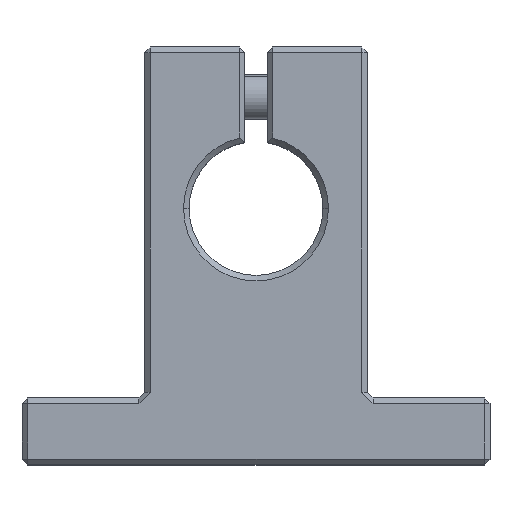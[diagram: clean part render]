
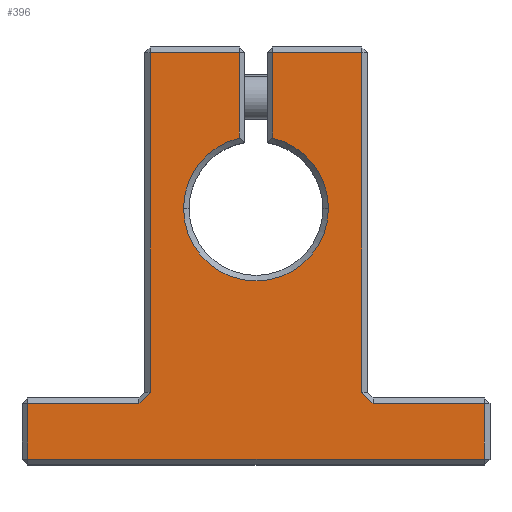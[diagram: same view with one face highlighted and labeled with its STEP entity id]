
A CAD part, top view. The second image highlights one B-rep face of the part: STEP entity #396.
In plain terms, the highlighted planar face has unit normal (0, 0, 1).
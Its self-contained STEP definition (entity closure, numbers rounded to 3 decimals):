
#2 = DIRECTION ( 'NONE',  ( -1., 0., 0. ) ) ;
#19 = CARTESIAN_POINT ( 'NONE',  ( -10., 14., 7. ) ) ;
#39 = DIRECTION ( 'NONE',  ( -1., 0., 0. ) ) ;
#62 = VECTOR ( 'NONE', #2051, 1000. ) ;
#89 = VERTEX_POINT ( 'NONE', #2281 ) ;
#94 = EDGE_CURVE ( 'NONE', #1744, #1107, #2253, .T. ) ;
#138 = VERTEX_POINT ( 'NONE', #332 ) ;
#167 = CARTESIAN_POINT ( 'NONE',  ( -1.5, 14., 7. ) ) ;
#170 = ORIENTED_EDGE ( 'NONE', *, *, #1743, .T. ) ;
#235 = VECTOR ( 'NONE', #2885, 1000. ) ;
#262 = CIRCLE ( 'NONE', #571, 6.5 ) ;
#263 = CARTESIAN_POINT ( 'NONE',  ( 0., 0., 7. ) ) ;
#276 = LINE ( 'NONE', #745, #1635 ) ;
#296 = ORIENTED_EDGE ( 'NONE', *, *, #2049, .T. ) ;
#299 = CARTESIAN_POINT ( 'NONE',  ( -1.5, -48.186, 7. ) ) ;
#332 = CARTESIAN_POINT ( 'NONE',  ( 6.5, 0., 7. ) ) ;
#359 = DIRECTION ( 'NONE',  ( 0., 0., 1. ) ) ;
#396 = ADVANCED_FACE ( 'NONE', ( #1082 ), #1980, .T. ) ;
#409 = AXIS2_PLACEMENT_3D ( 'NONE', #644, #2524, #905 ) ;
#429 = VECTOR ( 'NONE', #1135, 1000. ) ;
#430 = CARTESIAN_POINT ( 'NONE',  ( -20.593, -27.593, 7. ) ) ;
#438 = VERTEX_POINT ( 'NONE', #3373 ) ;
#529 = LINE ( 'NONE', #3317, #429 ) ;
#537 = DIRECTION ( 'NONE',  ( 1., 0., 0. ) ) ;
#571 = AXIS2_PLACEMENT_3D ( 'NONE', #263, #2145, #537 ) ;
#580 = DIRECTION ( 'NONE',  ( 0., 1., 0. ) ) ;
#596 = DIRECTION ( 'NONE',  ( 0.707, -0.707, 0. ) ) ;
#644 = CARTESIAN_POINT ( 'NONE',  ( 0., 0., 7. ) ) ;
#683 = EDGE_CURVE ( 'NONE', #3018, #438, #2293, .T. ) ;
#724 = LINE ( 'NONE', #1347, #1270 ) ;
#745 = CARTESIAN_POINT ( 'NONE',  ( 20.5, -17., 7. ) ) ;
#771 = LINE ( 'NONE', #430, #62 ) ;
#854 = VERTEX_POINT ( 'NONE', #1332 ) ;
#905 = DIRECTION ( 'NONE',  ( 1., 0., 0. ) ) ;
#932 = VERTEX_POINT ( 'NONE', #2718 ) ;
#1001 = ORIENTED_EDGE ( 'NONE', *, *, #1370, .T. ) ;
#1026 = VECTOR ( 'NONE', #580, 1000. ) ;
#1082 = FACE_OUTER_BOUND ( 'NONE', #1566, .T. ) ;
#1107 = VERTEX_POINT ( 'NONE', #1865 ) ;
#1109 = ORIENTED_EDGE ( 'NONE', *, *, #3496, .T. ) ;
#1120 = ORIENTED_EDGE ( 'NONE', *, *, #3246, .F. ) ;
#1135 = DIRECTION ( 'NONE',  ( 0., -1., 0. ) ) ;
#1158 = VECTOR ( 'NONE', #1592, 1000. ) ;
#1163 = VERTEX_POINT ( 'NONE', #3276 ) ;
#1164 = CIRCLE ( 'NONE', #2346, 6.5 ) ;
#1168 = ORIENTED_EDGE ( 'NONE', *, *, #1963, .F. ) ;
#1207 = VERTEX_POINT ( 'NONE', #2747 ) ;
#1208 = CARTESIAN_POINT ( 'NONE',  ( 0., 0., 7. ) ) ;
#1214 = DIRECTION ( 'NONE',  ( 0., 1., 0. ) ) ;
#1249 = EDGE_CURVE ( 'NONE', #3446, #1207, #2685, .T. ) ;
#1270 = VECTOR ( 'NONE', #2, 1000. ) ;
#1298 = EDGE_CURVE ( 'NONE', #1662, #138, #1164, .T. ) ;
#1332 = CARTESIAN_POINT ( 'NONE',  ( 1.5, 14., 7. ) ) ;
#1347 = CARTESIAN_POINT ( 'NONE',  ( 0., -17.5, 7. ) ) ;
#1370 = EDGE_CURVE ( 'NONE', #2409, #932, #1786, .T. ) ;
#1403 = CARTESIAN_POINT ( 'NONE',  ( 20.593, -27.593, 7. ) ) ;
#1441 = CARTESIAN_POINT ( 'NONE',  ( -20.5, -22.5, 7. ) ) ;
#1463 = VECTOR ( 'NONE', #1214, 1000. ) ;
#1488 = DIRECTION ( 'NONE',  ( 1., 0., 0. ) ) ;
#1505 = CARTESIAN_POINT ( 'NONE',  ( 0., -22.5, 7. ) ) ;
#1566 = EDGE_LOOP ( 'NONE', ( #3126, #1168, #1949, #3489, #170, #3145, #1109, #3375, #2626, #2726, #2072, #1120, #2006, #2213, #1001, #296 ) ) ;
#1592 = DIRECTION ( 'NONE',  ( 0., -1., 0. ) ) ;
#1634 = VERTEX_POINT ( 'NONE', #2973 ) ;
#1635 = VECTOR ( 'NONE', #2911, 1000. ) ;
#1662 = VERTEX_POINT ( 'NONE', #2150 ) ;
#1669 = CIRCLE ( 'NONE', #409, 6.5 ) ;
#1688 = DIRECTION ( 'NONE',  ( 0., -1., 0. ) ) ;
#1706 = AXIS2_PLACEMENT_3D ( 'NONE', #2493, #359, #2245 ) ;
#1727 = EDGE_CURVE ( 'NONE', #1107, #854, #1956, .T. ) ;
#1743 = EDGE_CURVE ( 'NONE', #854, #1662, #3244, .T. ) ;
#1744 = VERTEX_POINT ( 'NONE', #2939 ) ;
#1786 = LINE ( 'NONE', #1505, #2991 ) ;
#1856 = EDGE_CURVE ( 'NONE', #3240, #3446, #2814, .T. ) ;
#1865 = CARTESIAN_POINT ( 'NONE',  ( 9.5, 14., 7. ) ) ;
#1876 = VERTEX_POINT ( 'NONE', #2184 ) ;
#1949 = ORIENTED_EDGE ( 'NONE', *, *, #94, .T. ) ;
#1956 = LINE ( 'NONE', #2645, #3412 ) ;
#1962 = VECTOR ( 'NONE', #1688, 1000. ) ;
#1963 = EDGE_CURVE ( 'NONE', #1744, #438, #3349, .T. ) ;
#1978 = EDGE_CURVE ( 'NONE', #89, #2409, #529, .T. ) ;
#1980 = PLANE ( 'NONE',  #1706 ) ;
#2006 = ORIENTED_EDGE ( 'NONE', *, *, #3072, .T. ) ;
#2021 = DIRECTION ( 'NONE',  ( 1., 0., 0. ) ) ;
#2049 = EDGE_CURVE ( 'NONE', #932, #3018, #276, .T. ) ;
#2051 = DIRECTION ( 'NONE',  ( 0.707, 0.707, 0. ) ) ;
#2072 = ORIENTED_EDGE ( 'NONE', *, *, #1249, .T. ) ;
#2124 = CARTESIAN_POINT ( 'NONE',  ( 20.5, -17.5, 7. ) ) ;
#2127 = VECTOR ( 'NONE', #39, 1000. ) ;
#2145 = DIRECTION ( 'NONE',  ( 0., 0., -1. ) ) ;
#2150 = CARTESIAN_POINT ( 'NONE',  ( 1.5, 6.325, 7. ) ) ;
#2184 = CARTESIAN_POINT ( 'NONE',  ( -1.5, 6.325, 7. ) ) ;
#2213 = ORIENTED_EDGE ( 'NONE', *, *, #1978, .T. ) ;
#2220 = CARTESIAN_POINT ( 'NONE',  ( -9.5, -48.186, 7. ) ) ;
#2245 = DIRECTION ( 'NONE',  ( 1., 0., 0. ) ) ;
#2253 = LINE ( 'NONE', #2839, #1463 ) ;
#2277 = EDGE_CURVE ( 'NONE', #1876, #3240, #3203, .T. ) ;
#2281 = CARTESIAN_POINT ( 'NONE',  ( -20.5, -17.5, 7. ) ) ;
#2293 = LINE ( 'NONE', #2325, #235 ) ;
#2325 = CARTESIAN_POINT ( 'NONE',  ( 10., -17.5, 7. ) ) ;
#2346 = AXIS2_PLACEMENT_3D ( 'NONE', #1208, #3111, #1488 ) ;
#2409 = VERTEX_POINT ( 'NONE', #1441 ) ;
#2493 = CARTESIAN_POINT ( 'NONE',  ( 0., -48.186, 7. ) ) ;
#2524 = DIRECTION ( 'NONE',  ( 0., 0., -1. ) ) ;
#2590 = VECTOR ( 'NONE', #596, 1000. ) ;
#2626 = ORIENTED_EDGE ( 'NONE', *, *, #2277, .T. ) ;
#2645 = CARTESIAN_POINT ( 'NONE',  ( 1., 14., 7. ) ) ;
#2685 = LINE ( 'NONE', #2220, #1962 ) ;
#2718 = CARTESIAN_POINT ( 'NONE',  ( 20.5, -22.5, 7. ) ) ;
#2726 = ORIENTED_EDGE ( 'NONE', *, *, #1856, .T. ) ;
#2732 = EDGE_CURVE ( 'NONE', #1634, #1876, #1669, .T. ) ;
#2747 = CARTESIAN_POINT ( 'NONE',  ( -9.5, -16.5, 7. ) ) ;
#2814 = LINE ( 'NONE', #19, #2127 ) ;
#2839 = CARTESIAN_POINT ( 'NONE',  ( 9.5, 14.5, 7. ) ) ;
#2885 = DIRECTION ( 'NONE',  ( -1., 0., 0. ) ) ;
#2911 = DIRECTION ( 'NONE',  ( 0., 1., 0. ) ) ;
#2924 = DIRECTION ( 'NONE',  ( -1., 0., 0. ) ) ;
#2939 = CARTESIAN_POINT ( 'NONE',  ( 9.5, -16.5, 7. ) ) ;
#2959 = CARTESIAN_POINT ( 'NONE',  ( -9.5, 14., 7. ) ) ;
#2973 = CARTESIAN_POINT ( 'NONE',  ( -6.5, 0., 7. ) ) ;
#2991 = VECTOR ( 'NONE', #2021, 1000. ) ;
#3018 = VERTEX_POINT ( 'NONE', #2124 ) ;
#3072 = EDGE_CURVE ( 'NONE', #1163, #89, #724, .T. ) ;
#3111 = DIRECTION ( 'NONE',  ( 0., 0., -1. ) ) ;
#3126 = ORIENTED_EDGE ( 'NONE', *, *, #683, .T. ) ;
#3145 = ORIENTED_EDGE ( 'NONE', *, *, #1298, .T. ) ;
#3203 = LINE ( 'NONE', #299, #1026 ) ;
#3219 = CARTESIAN_POINT ( 'NONE',  ( 1.5, 5.916, 7. ) ) ;
#3240 = VERTEX_POINT ( 'NONE', #167 ) ;
#3244 = LINE ( 'NONE', #3219, #1158 ) ;
#3246 = EDGE_CURVE ( 'NONE', #1163, #1207, #771, .T. ) ;
#3276 = CARTESIAN_POINT ( 'NONE',  ( -10.5, -17.5, 7. ) ) ;
#3317 = CARTESIAN_POINT ( 'NONE',  ( -20.5, -48.186, 7. ) ) ;
#3349 = LINE ( 'NONE', #1403, #2590 ) ;
#3373 = CARTESIAN_POINT ( 'NONE',  ( 10.5, -17.5, 7. ) ) ;
#3375 = ORIENTED_EDGE ( 'NONE', *, *, #2732, .T. ) ;
#3412 = VECTOR ( 'NONE', #2924, 1000. ) ;
#3446 = VERTEX_POINT ( 'NONE', #2959 ) ;
#3489 = ORIENTED_EDGE ( 'NONE', *, *, #1727, .T. ) ;
#3496 = EDGE_CURVE ( 'NONE', #138, #1634, #262, .T. ) ;
